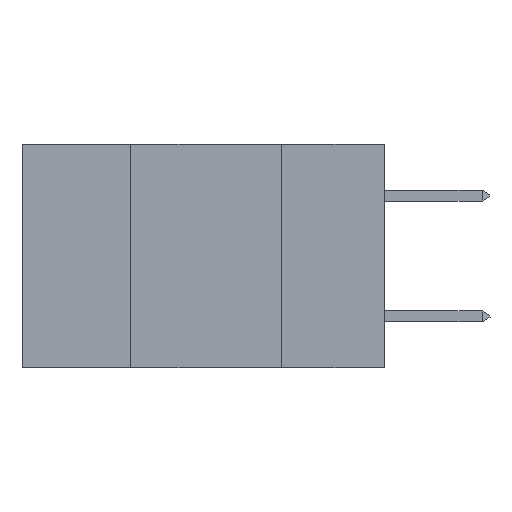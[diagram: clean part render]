
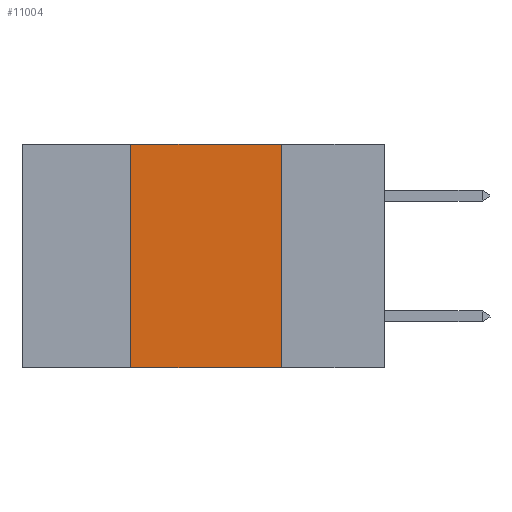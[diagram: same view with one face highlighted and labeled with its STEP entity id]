
A CAD part, left-side view. The second image highlights one B-rep face of the part: STEP entity #11004.
In plain terms, the highlighted planar face has unit normal (-1, 0, 0).
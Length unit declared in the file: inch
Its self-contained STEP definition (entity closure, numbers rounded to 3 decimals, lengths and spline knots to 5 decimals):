
#649 = CARTESIAN_POINT ( 'NONE',  ( 0., 0.6, 0. ) ) ;
#1409 = LINE ( 'NONE', #15592, #13548 ) ;
#2050 = EDGE_CURVE ( 'NONE', #18683, #2673, #1409, .T. ) ;
#2218 = DIRECTION ( 'NONE',  ( 0., 0., -1. ) ) ;
#2632 = CARTESIAN_POINT ( 'NONE',  ( 0., 0.17, 0. ) ) ;
#2673 = VERTEX_POINT ( 'NONE', #18524 ) ;
#2905 = VECTOR ( 'NONE', #4177, 39.37008 ) ;
#2971 = CARTESIAN_POINT ( 'NONE',  ( 0., 0.42, -0.37 ) ) ;
#4177 = DIRECTION ( 'NONE',  ( 0., -1., 0. ) ) ;
#5179 = VECTOR ( 'NONE', #19223, 39.37008 ) ;
#5623 = CARTESIAN_POINT ( 'NONE',  ( 0., 0.42, 0. ) ) ;
#5688 = LINE ( 'NONE', #6773, #5179 ) ;
#6773 = CARTESIAN_POINT ( 'NONE',  ( 0., 0.42, 0. ) ) ;
#7074 = ORIENTED_EDGE ( 'NONE', *, *, #2050, .T. ) ;
#7798 = VERTEX_POINT ( 'NONE', #5623 ) ;
#8437 = VERTEX_POINT ( 'NONE', #16872 ) ;
#8885 = CARTESIAN_POINT ( 'NONE',  ( 0., 0.6, 0. ) ) ;
#9088 = EDGE_CURVE ( 'NONE', #7798, #8437, #9318, .T. ) ;
#9107 = DIRECTION ( 'NONE',  ( 0., 0., -1. ) ) ;
#9318 = LINE ( 'NONE', #8885, #2905 ) ;
#10925 = ORIENTED_EDGE ( 'NONE', *, *, #15777, .F. ) ;
#11004 = ADVANCED_FACE ( 'NONE', ( #13010 ), #13236, .F. ) ;
#11630 = EDGE_CURVE ( 'NONE', #18683, #7798, #5688, .T. ) ;
#11725 = DIRECTION ( 'NONE',  ( 1., 0., 0. ) ) ;
#12730 = VECTOR ( 'NONE', #9107, 39.37008 ) ;
#13010 = FACE_OUTER_BOUND ( 'NONE', #17922, .T. ) ;
#13236 = PLANE ( 'NONE',  #20088 ) ;
#13548 = VECTOR ( 'NONE', #20002, 39.37008 ) ;
#13900 = ORIENTED_EDGE ( 'NONE', *, *, #11630, .F. ) ;
#15592 = CARTESIAN_POINT ( 'NONE',  ( 0., 0.6, -0.37 ) ) ;
#15777 = EDGE_CURVE ( 'NONE', #8437, #2673, #16807, .T. ) ;
#16807 = LINE ( 'NONE', #2632, #12730 ) ;
#16872 = CARTESIAN_POINT ( 'NONE',  ( 0., 0.17, 0. ) ) ;
#16990 = ORIENTED_EDGE ( 'NONE', *, *, #9088, .F. ) ;
#17922 = EDGE_LOOP ( 'NONE', ( #10925, #16990, #13900, #7074 ) ) ;
#18524 = CARTESIAN_POINT ( 'NONE',  ( 0., 0.17, -0.37 ) ) ;
#18683 = VERTEX_POINT ( 'NONE', #2971 ) ;
#19223 = DIRECTION ( 'NONE',  ( 0., 0., 1. ) ) ;
#20002 = DIRECTION ( 'NONE',  ( 0., -1., 0. ) ) ;
#20088 = AXIS2_PLACEMENT_3D ( 'NONE', #649, #11725, #2218 ) ;
